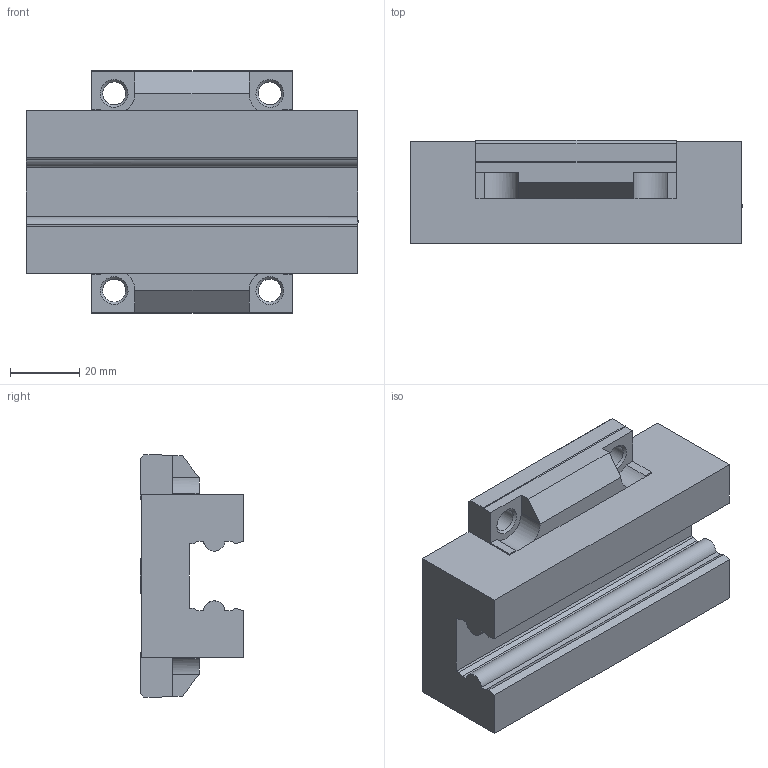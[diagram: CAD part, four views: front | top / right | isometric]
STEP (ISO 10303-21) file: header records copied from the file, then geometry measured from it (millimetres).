
FILE_DESCRIPTION ((), '1');
FILE_NAME ('FNS-2500.stp', '2024-01-24T12:20:12', ('Unknown'), ('Unknown'), 'HarmonyWare STEP v2.0.5', 'Vectorworks', '');
FILE_SCHEMA (('CONFIG_CONTROL_DESIGN'));
Length unit declared in the file: millimetre
Products named in the file (1): NONE
Bounding box: 96 x 29.9 x 70 mm (x, y, z)
Volume: 121554 mm3; surface area: 24340.2 mm2
Topology: 1 solids, 1 shells, 94 faces, 263 edges, 171 vertices
Faces by surface type: bspline 94
Entity records: 3385 total; most frequent: CARTESIAN_POINT 1732, ORIENTED_EDGE 526, EDGE_CURVE 263, B_SPLINE_CURVE_WITH_KNOTS 226, VERTEX_POINT 171, EDGE_LOOP 102, FACE_OUTER_BOUND 94, ADVANCED_FACE 94
